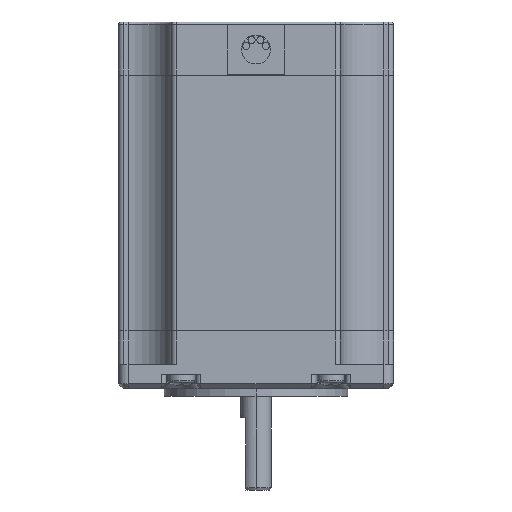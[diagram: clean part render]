
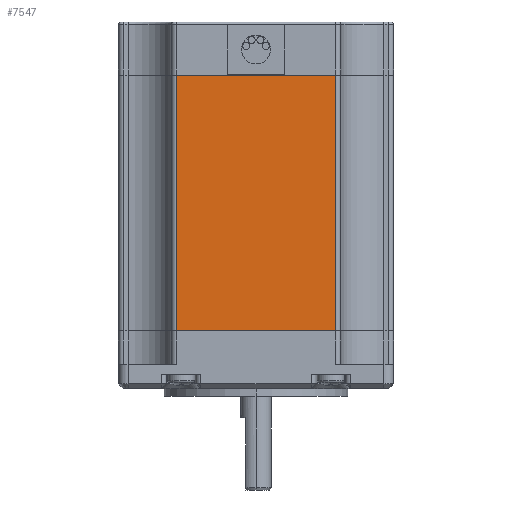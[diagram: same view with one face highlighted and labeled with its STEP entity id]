
A CAD part, left-side view. The second image highlights one B-rep face of the part: STEP entity #7547.
In plain terms, the highlighted planar face has unit normal (-1, 0, 0).
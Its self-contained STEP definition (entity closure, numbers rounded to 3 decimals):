
#63 = CARTESIAN_POINT ( 'NONE',  ( -28.45, 16.55, 12. ) ) ;
#418 = CARTESIAN_POINT ( 'NONE',  ( -28.45, 16.55, 12. ) ) ;
#519 = ORIENTED_EDGE ( 'NONE', *, *, #6651, .T. ) ;
#680 = VECTOR ( 'NONE', #7579, 1000. ) ;
#717 = DIRECTION ( 'NONE',  ( 0., -1., 0. ) ) ;
#761 = ORIENTED_EDGE ( 'NONE', *, *, #3087, .T. ) ;
#807 = CARTESIAN_POINT ( 'NONE',  ( -28.45, 16.55, 12. ) ) ;
#843 = DIRECTION ( 'NONE',  ( 0., -1., 0. ) ) ;
#1336 = VERTEX_POINT ( 'NONE', #2911 ) ;
#1669 = ORIENTED_EDGE ( 'NONE', *, *, #3525, .F. ) ;
#1678 = CARTESIAN_POINT ( 'NONE',  ( -28.45, -16.55, 65. ) ) ;
#1949 = LINE ( 'NONE', #3193, #680 ) ;
#2122 = VECTOR ( 'NONE', #5784, 1000. ) ;
#2158 = VECTOR ( 'NONE', #717, 1000. ) ;
#2540 = LINE ( 'NONE', #63, #2158 ) ;
#2637 = FACE_OUTER_BOUND ( 'NONE', #6508, .T. ) ;
#2911 = CARTESIAN_POINT ( 'NONE',  ( -28.45, 16.55, 65. ) ) ;
#3087 = EDGE_CURVE ( 'NONE', #7571, #5878, #4688, .T. ) ;
#3193 = CARTESIAN_POINT ( 'NONE',  ( -28.45, 16.55, 12. ) ) ;
#3525 = EDGE_CURVE ( 'NONE', #4237, #1336, #1949, .T. ) ;
#3534 = VECTOR ( 'NONE', #5782, 1000. ) ;
#3819 = PLANE ( 'NONE',  #4129 ) ;
#3856 = DIRECTION ( 'NONE',  ( -1., 0., 0. ) ) ;
#4129 = AXIS2_PLACEMENT_3D ( 'NONE', #807, #3856, #843 ) ;
#4237 = VERTEX_POINT ( 'NONE', #418 ) ;
#4388 = EDGE_CURVE ( 'NONE', #1336, #5878, #7911, .T. ) ;
#4688 = LINE ( 'NONE', #5950, #3534 ) ;
#5133 = CARTESIAN_POINT ( 'NONE',  ( -28.45, -16.55, 12. ) ) ;
#5714 = ORIENTED_EDGE ( 'NONE', *, *, #4388, .F. ) ;
#5782 = DIRECTION ( 'NONE',  ( 0., 0., 1. ) ) ;
#5784 = DIRECTION ( 'NONE',  ( 0., -1., 0. ) ) ;
#5878 = VERTEX_POINT ( 'NONE', #1678 ) ;
#5950 = CARTESIAN_POINT ( 'NONE',  ( -28.45, -16.55, 12. ) ) ;
#6508 = EDGE_LOOP ( 'NONE', ( #5714, #1669, #519, #761 ) ) ;
#6651 = EDGE_CURVE ( 'NONE', #4237, #7571, #2540, .T. ) ;
#7312 = CARTESIAN_POINT ( 'NONE',  ( -28.45, 16.55, 65. ) ) ;
#7547 = ADVANCED_FACE ( 'NONE', ( #2637 ), #3819, .T. ) ;
#7571 = VERTEX_POINT ( 'NONE', #5133 ) ;
#7579 = DIRECTION ( 'NONE',  ( 0., 0., 1. ) ) ;
#7911 = LINE ( 'NONE', #7312, #2122 ) ;
